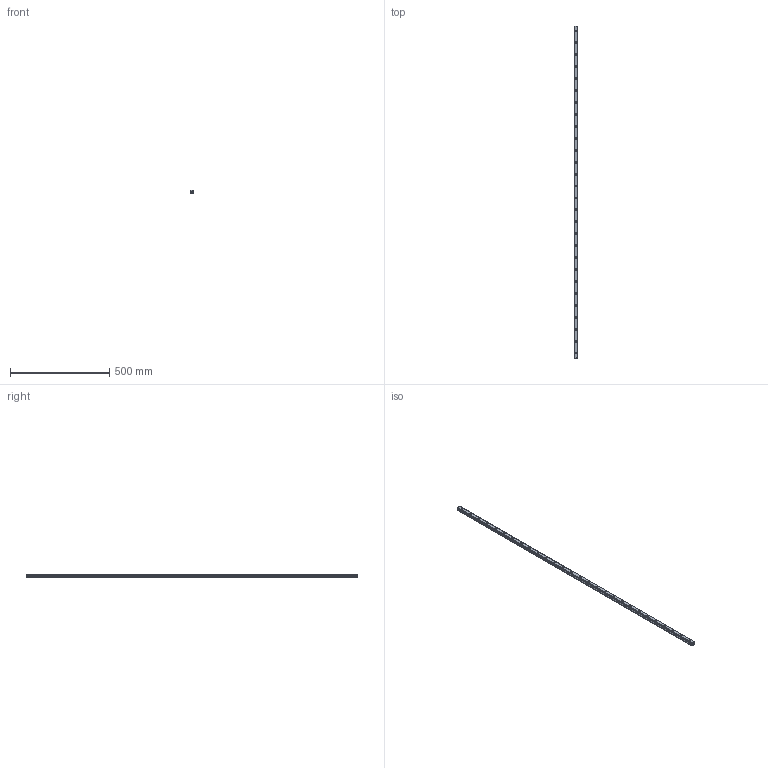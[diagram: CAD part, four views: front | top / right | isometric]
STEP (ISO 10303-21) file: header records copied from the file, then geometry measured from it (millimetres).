
FILE_DESCRIPTION(('STEP AP214'),'1');
FILE_NAME('cctmp_017BDA17-E8E2-4CD7-AF00-554FC6260A00_2020_5_18_15_2_36_486..stp','2020-05-18T13:02:36',('HIWIN GmbH'),('CADClick - www.CADClick.com'),'Spatial InterOp 3D',' ','unknown authorization');
FILE_SCHEMA(('AUTOMOTIVE_DESIGN'));
Length unit declared in the file: millimetre
Products named in the file (1): HGR20R1670H_FILE
Bounding box: 20 x 1670 x 17.5 mm (x, y, z)
Volume: 477303.3 mm3; surface area: 141955.9 mm2
Topology: 1 solids, 1 shells, 359 faces, 807 edges, 538 vertices
Faces by surface type: cylinder 190, plane 169
Entity records: 13057 total; most frequent: DIRECTION 1907, CARTESIAN_POINT 1705, ORIENTED_EDGE 1614, EDGE_CURVE 807, AXIS2_PLACEMENT_3D 740, VERTEX_POINT 538, EDGE_LOOP 447, LINE 427
